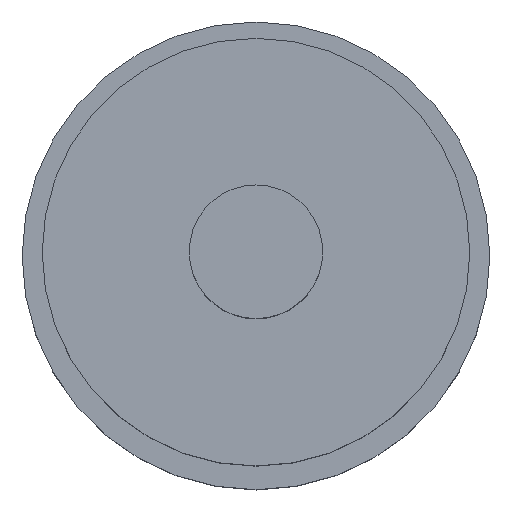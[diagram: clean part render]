
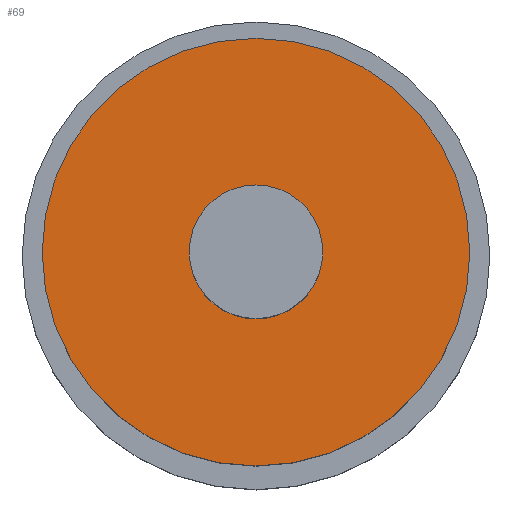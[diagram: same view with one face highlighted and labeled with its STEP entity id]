
A CAD part, top view. The second image highlights one B-rep face of the part: STEP entity #69.
In plain terms, the highlighted planar face has unit normal (0, 0, 1).
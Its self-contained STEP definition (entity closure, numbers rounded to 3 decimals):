
#69 = ADVANCED_FACE( '', ( #138, #139 ), #140, .F. );
#138 = FACE_BOUND( '', #205, .T. );
#139 = FACE_OUTER_BOUND( '', #206, .T. );
#140 = PLANE( '', #207 );
#205 = EDGE_LOOP( '', ( #709 ) );
#206 = EDGE_LOOP( '', ( #710 ) );
#207 = AXIS2_PLACEMENT_3D( '', #711, #712, #713 );
#709 = ORIENTED_EDGE( '', *, *, #1604, .T. );
#710 = ORIENTED_EDGE( '', *, *, #1589, .F. );
#711 = CARTESIAN_POINT( '', ( 0., 0., 340. ) );
#712 = DIRECTION( '', ( 0., 0., -1. ) );
#713 = DIRECTION( '', ( -1., 0., 0. ) );
#1589 = EDGE_CURVE( '', #6453, #6453, #6454, .T. );
#1604 = EDGE_CURVE( '', #6475, #6475, #6476, .T. );
#6453 = VERTEX_POINT( '', #6493 );
#6454 = CIRCLE( '', #6494, 32. );
#6475 = VERTEX_POINT( '', #6515 );
#6476 = CIRCLE( '', #6516, 10. );
#6493 = CARTESIAN_POINT( '', ( 32., 0., 340. ) );
#6494 = AXIS2_PLACEMENT_3D( '', #6534, #6535, #6536 );
#6515 = CARTESIAN_POINT( '', ( 10., 0., 340. ) );
#6516 = AXIS2_PLACEMENT_3D( '', #6555, #6556, #6557 );
#6534 = CARTESIAN_POINT( '', ( 0., 0., 340. ) );
#6535 = DIRECTION( '', ( 0., 0., -1. ) );
#6536 = DIRECTION( '', ( 1., 0., 0. ) );
#6555 = CARTESIAN_POINT( '', ( 0., 0., 340. ) );
#6556 = DIRECTION( '', ( 0., 0., -1. ) );
#6557 = DIRECTION( '', ( 1., 0., 0. ) );
